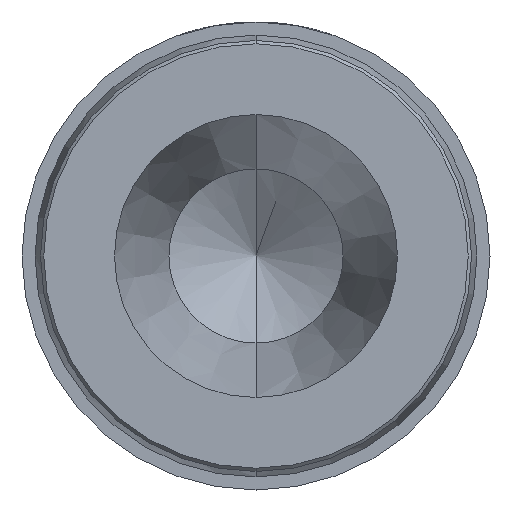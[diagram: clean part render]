
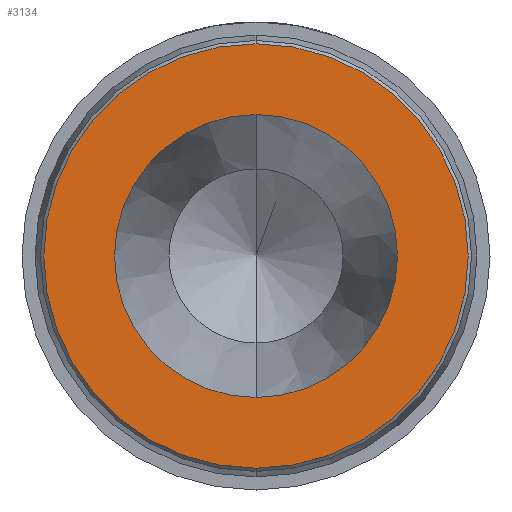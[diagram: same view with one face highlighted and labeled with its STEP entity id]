
A CAD part, front view. The second image highlights one B-rep face of the part: STEP entity #3134.
In plain terms, the highlighted planar face has unit normal (0, -1, 0).
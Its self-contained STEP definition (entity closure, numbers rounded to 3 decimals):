
#60 = ORIENTED_EDGE ( 'NONE', *, *, #3658, .T. ) ;
#128 = FACE_BOUND ( 'NONE', #3148, .T. ) ;
#161 = ORIENTED_EDGE ( 'NONE', *, *, #3401, .F. ) ;
#166 = CARTESIAN_POINT ( 'NONE',  ( 0., -18., -0.65 ) ) ;
#193 = CIRCLE ( 'NONE', #2685, 0.65 ) ;
#313 = AXIS2_PLACEMENT_3D ( 'NONE', #2490, #668, #3425 ) ;
#388 = CARTESIAN_POINT ( 'NONE',  ( 0., -18., 0. ) ) ;
#482 = DIRECTION ( 'NONE',  ( 0., 0., 1. ) ) ;
#491 = ORIENTED_EDGE ( 'NONE', *, *, #1754, .F. ) ;
#636 = VERTEX_POINT ( 'NONE', #2666 ) ;
#668 = DIRECTION ( 'NONE',  ( 0., -1., 0. ) ) ;
#730 = DIRECTION ( 'NONE',  ( 0., 1., 0. ) ) ;
#943 = AXIS2_PLACEMENT_3D ( 'NONE', #388, #730, #2511 ) ;
#1047 = DIRECTION ( 'NONE',  ( 0., 0., 1. ) ) ;
#1159 = DIRECTION ( 'NONE',  ( 0., 1., 0. ) ) ;
#1214 = VERTEX_POINT ( 'NONE', #166 ) ;
#1386 = CARTESIAN_POINT ( 'NONE',  ( 0., -18., 0. ) ) ;
#1754 = EDGE_CURVE ( 'Defeature ausgef�hrt4_2+Defeature ausgef�hrt4_1+Defeature ausgef�hrt4_1+Defeature ausgef�hrt4_1', #3201, #636, #3648, .T. ) ;
#1874 = PLANE ( 'NONE',  #313 ) ;
#1908 = EDGE_CURVE ( 'Defeature ausgef�hrt4_1+Defeature ausgef�hrt4_15+Defeature ausgef�hrt4_15+Defeature ausgef�hrt4_15', #1214, #3240, #193, .T. ) ;
#1966 = EDGE_LOOP ( 'NONE', ( #161, #491 ) ) ;
#2060 = ORIENTED_EDGE ( 'NONE', *, *, #1908, .T. ) ;
#2251 = DIRECTION ( 'NONE',  ( 0., 1., 0. ) ) ;
#2269 = CARTESIAN_POINT ( 'NONE',  ( 0., -18., 0.65 ) ) ;
#2393 = CARTESIAN_POINT ( 'NONE',  ( 0., -18., 0. ) ) ;
#2412 = FACE_OUTER_BOUND ( 'NONE', #1966, .T. ) ;
#2490 = CARTESIAN_POINT ( 'NONE',  ( -0.975, -18., 0. ) ) ;
#2504 = CARTESIAN_POINT ( 'NONE',  ( 0., -18., -0.975 ) ) ;
#2511 = DIRECTION ( 'NONE',  ( 0., 0., 1. ) ) ;
#2556 = AXIS2_PLACEMENT_3D ( 'NONE', #1386, #3272, #482 ) ;
#2666 = CARTESIAN_POINT ( 'NONE',  ( 0., -18., 0.975 ) ) ;
#2685 = AXIS2_PLACEMENT_3D ( 'NONE', #2393, #1159, #3587 ) ;
#2810 = AXIS2_PLACEMENT_3D ( 'NONE', #3434, #2251, #1047 ) ;
#3016 = CIRCLE ( 'NONE', #2556, 0.975 ) ;
#3134 = ADVANCED_FACE ( 'Defeature ausgef�hrt4_1', ( #128, #2412 ), #1874, .T. ) ;
#3148 = EDGE_LOOP ( 'NONE', ( #2060, #60 ) ) ;
#3201 = VERTEX_POINT ( 'NONE', #2504 ) ;
#3240 = VERTEX_POINT ( 'NONE', #2269 ) ;
#3272 = DIRECTION ( 'NONE',  ( 0., 1., 0. ) ) ;
#3401 = EDGE_CURVE ( 'Defeature ausgef�hrt4_2+Defeature ausgef�hrt4_1+Defeature ausgef�hrt4_1+Defeature ausgef�hrt4_1', #636, #3201, #3016, .T. ) ;
#3425 = DIRECTION ( 'NONE',  ( 0., 0., -1. ) ) ;
#3434 = CARTESIAN_POINT ( 'NONE',  ( 0., -18., 0. ) ) ;
#3587 = DIRECTION ( 'NONE',  ( 0., 0., 1. ) ) ;
#3640 = CIRCLE ( 'NONE', #943, 0.65 ) ;
#3648 = CIRCLE ( 'NONE', #2810, 0.975 ) ;
#3658 = EDGE_CURVE ( 'Defeature ausgef�hrt4_1+Defeature ausgef�hrt4_15+Defeature ausgef�hrt4_15+Defeature ausgef�hrt4_15', #3240, #1214, #3640, .T. ) ;
